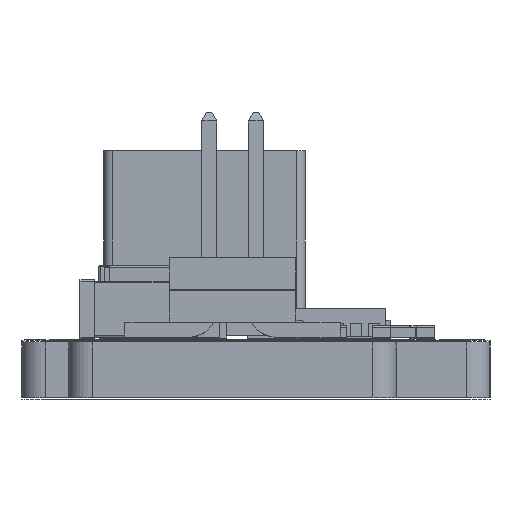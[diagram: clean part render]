
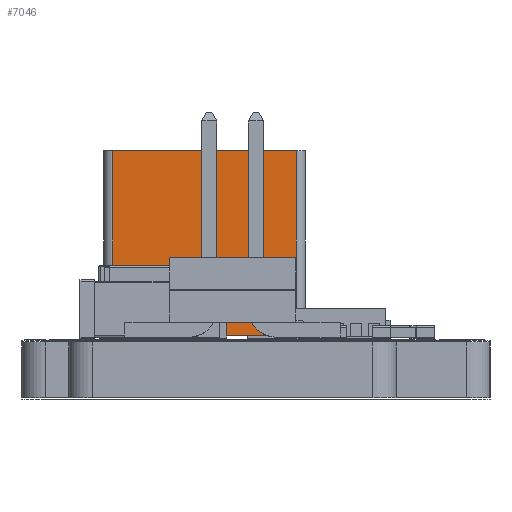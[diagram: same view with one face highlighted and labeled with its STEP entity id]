
A CAD part, left-side view. The second image highlights one B-rep face of the part: STEP entity #7046.
In plain terms, the highlighted face is planar.
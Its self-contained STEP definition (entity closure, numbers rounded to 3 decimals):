
#5706 = VERTEX_POINT('',#5707);
#5707 = CARTESIAN_POINT('',(2.49,2.84,5.1));
#5714 = EDGE_CURVE('',#5706,#5715,#5717,.T.);
#5715 = VERTEX_POINT('',#5716);
#5716 = CARTESIAN_POINT('',(-2.49,2.84,5.1));
#5717 = LINE('',#5718,#5719);
#5718 = CARTESIAN_POINT('',(2.74,2.84,5.1));
#5719 = VECTOR('',#5720,1.);
#5720 = DIRECTION('',(-1.,-0.,0.));
#7046 = ADVANCED_FACE('',(#7047),#7072,.F.);
#7047 = FACE_BOUND('',#7048,.T.);
#7048 = EDGE_LOOP('',(#7049,#7057,#7058,#7066));
#7049 = ORIENTED_EDGE('',*,*,#7050,.F.);
#7050 = EDGE_CURVE('',#5715,#7051,#7053,.T.);
#7051 = VERTEX_POINT('',#7052);
#7052 = CARTESIAN_POINT('',(-2.49,2.84,0.1));
#7053 = LINE('',#7054,#7055);
#7054 = CARTESIAN_POINT('',(-2.49,2.84,5.1));
#7055 = VECTOR('',#7056,1.);
#7056 = DIRECTION('',(0.,0.,-1.));
#7057 = ORIENTED_EDGE('',*,*,#5714,.F.);
#7058 = ORIENTED_EDGE('',*,*,#7059,.F.);
#7059 = EDGE_CURVE('',#7060,#5706,#7062,.T.);
#7060 = VERTEX_POINT('',#7061);
#7061 = CARTESIAN_POINT('',(2.49,2.84,0.1));
#7062 = LINE('',#7063,#7064);
#7063 = CARTESIAN_POINT('',(2.49,2.84,5.1));
#7064 = VECTOR('',#7065,1.);
#7065 = DIRECTION('',(0.,0.,1.));
#7066 = ORIENTED_EDGE('',*,*,#7067,.F.);
#7067 = EDGE_CURVE('',#7051,#7060,#7068,.T.);
#7068 = LINE('',#7069,#7070);
#7069 = CARTESIAN_POINT('',(-2.74,2.84,0.1));
#7070 = VECTOR('',#7071,1.);
#7071 = DIRECTION('',(1.,0.,0.));
#7072 = PLANE('',#7073);
#7073 = AXIS2_PLACEMENT_3D('',#7074,#7075,#7076);
#7074 = CARTESIAN_POINT('',(-2.74,2.84,5.1));
#7075 = DIRECTION('',(0.,-1.,0.));
#7076 = DIRECTION('',(1.,0.,0.));
